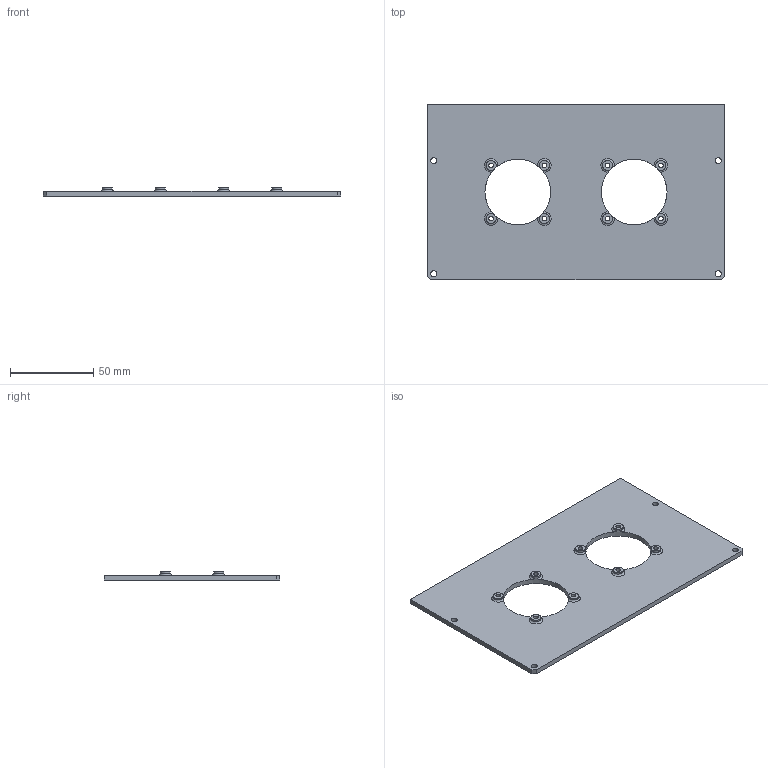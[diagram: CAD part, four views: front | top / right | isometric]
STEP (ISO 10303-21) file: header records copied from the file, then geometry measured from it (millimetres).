
FILE_DESCRIPTION(/* description */ (''),/* implementation_level */ '2;1');
FILE_NAME(/* name */ 'Half Lid - Dual 40mm Fans.step',/* time_stamp */ '2022-08-02T01:23:45-05:00',/* author */ (''),/* organization */ (''),/* preprocessor_version */ 'ST-DEVELOPER v19',/* originating_system */ 'Autodesk Translation Framework v11.7.0.108',/* authorisation */ '');
FILE_SCHEMA (('AUTOMOTIVE_DESIGN { 1 0 10303 214 3 1 1 }'));
Length unit declared in the file: millimetre
Products named in the file (1): Half Lid - Dual 40mm Fans
Bounding box: 178.6 x 105.55 x 5 mm (x, y, z)
Volume: 49300.8 mm3; surface area: 35793.5 mm2
Topology: 1 solids, 1 shells, 46 faces, 132 edges, 88 vertices
Faces by surface type: cylinder 22, plane 16, torus 8
Full cylindrical faces by diameter (mm): 2.8 x8, 3.6 x4, 39.5 x2
Entity records: 1793 total; most frequent: CARTESIAN_POINT 459, DIRECTION 278, ORIENTED_EDGE 264, EDGE_CURVE 132, AXIS2_PLACEMENT_3D 115, VERTEX_POINT 88, EDGE_LOOP 74, CIRCLE 68
